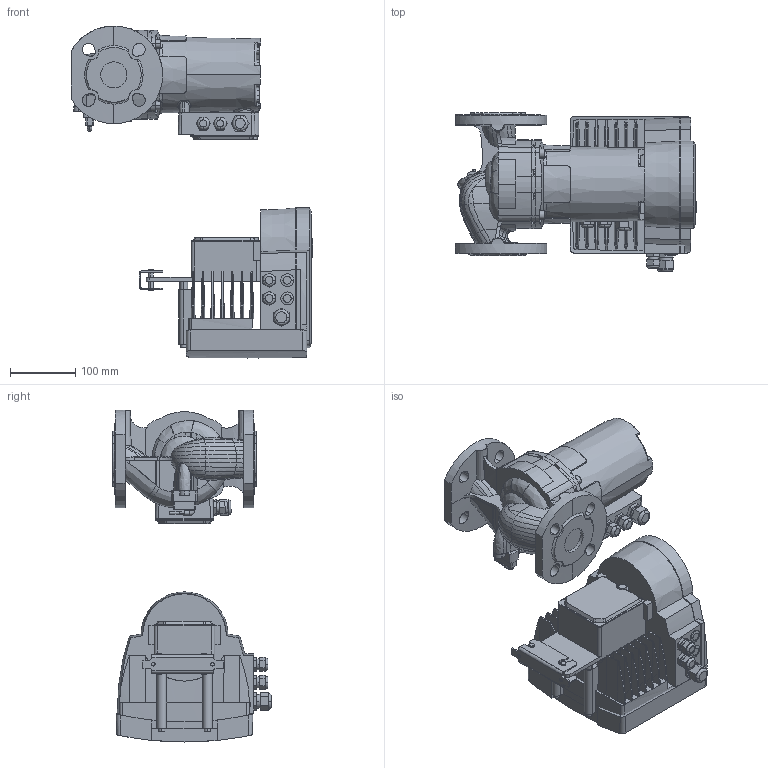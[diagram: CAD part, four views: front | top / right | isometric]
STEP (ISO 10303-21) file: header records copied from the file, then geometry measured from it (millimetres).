
FILE_DESCRIPTION (( 'STEP AP203' ), '1' );
FILE_NAME ('ModulA 40-10 220 GREEN.STEP', '2014-07-15T09:56:20', ( '' ), ( '' ), 'SwSTEP 2.0', 'SolidWorks 2011', '' );
FILE_SCHEMA (( 'CONFIG_CONTROL_DESIGN' ));
Length unit declared in the file: millimetre
Products named in the file (1): ModulA 40-10 220 GREEN
Bounding box: 370.1 x 243 x 509.83 mm (x, y, z)
Volume: 9739563.2 mm3; surface area: 994225.9 mm2
Topology: 16 solids, 21 shells, 1674 faces, 4456 edges, 2871 vertices
Faces by surface type: plane 645, bspline 470, cylinder 378, cone 133, torus 44, sphere 4
Entity records: 86696 total; most frequent: CARTESIAN_POINT 49380, ORIENTED_EDGE 8850, DIRECTION 6079, EDGE_CURVE 4425, VERTEX_POINT 2871, AXIS2_PLACEMENT_3D 2118, LINE 1843, VECTOR 1843
